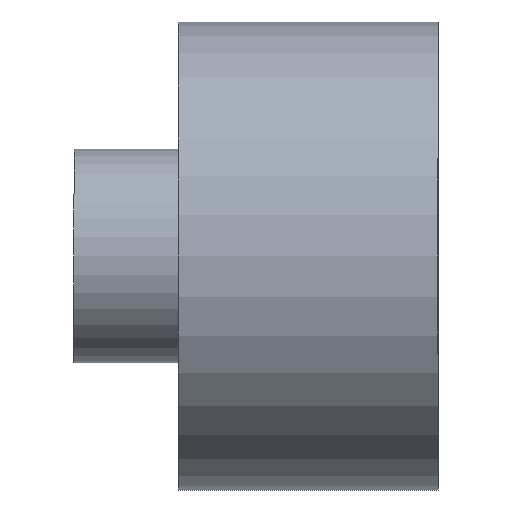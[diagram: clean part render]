
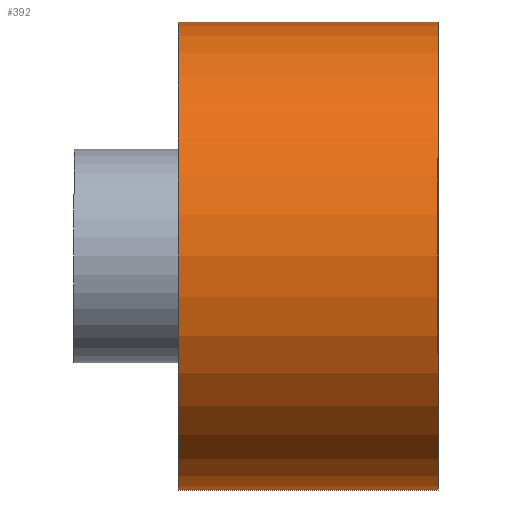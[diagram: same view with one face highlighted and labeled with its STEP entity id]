
A CAD part, left-side view. The second image highlights one B-rep face of the part: STEP entity #392.
In plain terms, the highlighted cylindrical face has radius 45 mm (diameter 90 mm), a partial arc.
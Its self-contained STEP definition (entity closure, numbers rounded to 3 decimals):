
#21 = DIRECTION ( 'NONE',  ( 0., -1., 0. ) ) ;
#23 = CARTESIAN_POINT ( 'NONE',  ( 0., 50., -45. ) ) ;
#56 = VECTOR ( 'NONE', #21, 1000. ) ;
#63 = DIRECTION ( 'NONE',  ( 0., 0., -1. ) ) ;
#67 = DIRECTION ( 'NONE',  ( 0., 1., 0. ) ) ;
#77 = DIRECTION ( 'NONE',  ( 0., -1., 0. ) ) ;
#84 = AXIS2_PLACEMENT_3D ( 'NONE', #455, #280, #63 ) ;
#94 = DIRECTION ( 'NONE',  ( 0., 0., 1. ) ) ;
#96 = VERTEX_POINT ( 'NONE', #501 ) ;
#140 = FACE_OUTER_BOUND ( 'NONE', #476, .T. ) ;
#152 = ORIENTED_EDGE ( 'NONE', *, *, #431, .F. ) ;
#187 = CARTESIAN_POINT ( 'NONE',  ( 0., 50., -45. ) ) ;
#206 = AXIS2_PLACEMENT_3D ( 'NONE', #538, #284, #236 ) ;
#223 = VERTEX_POINT ( 'NONE', #329 ) ;
#224 = EDGE_CURVE ( 'NONE', #96, #223, #551, .T. ) ;
#231 = CARTESIAN_POINT ( 'NONE',  ( 0., 50., 0. ) ) ;
#236 = DIRECTION ( 'NONE',  ( 0., 0., 1. ) ) ;
#280 = DIRECTION ( 'NONE',  ( 0., -1., 0. ) ) ;
#284 = DIRECTION ( 'NONE',  ( 0., 1., 0. ) ) ;
#318 = CYLINDRICAL_SURFACE ( 'NONE', #84, 45. ) ;
#324 = LINE ( 'NONE', #187, #56 ) ;
#329 = CARTESIAN_POINT ( 'NONE',  ( 0., 0., 45. ) ) ;
#354 = CARTESIAN_POINT ( 'NONE',  ( 0., 0., -45. ) ) ;
#379 = ORIENTED_EDGE ( 'NONE', *, *, #447, .T. ) ;
#392 = ADVANCED_FACE ( 'NONE', ( #140 ), #318, .T. ) ;
#405 = AXIS2_PLACEMENT_3D ( 'NONE', #231, #67, #94 ) ;
#427 = VERTEX_POINT ( 'NONE', #23 ) ;
#431 = EDGE_CURVE ( 'NONE', #427, #96, #485, .T. ) ;
#438 = ORIENTED_EDGE ( 'NONE', *, *, #474, .T. ) ;
#440 = VECTOR ( 'NONE', #77, 1000. ) ;
#447 = EDGE_CURVE ( 'NONE', #427, #454, #324, .T. ) ;
#454 = VERTEX_POINT ( 'NONE', #354 ) ;
#455 = CARTESIAN_POINT ( 'NONE',  ( 0., 50., 0. ) ) ;
#465 = CARTESIAN_POINT ( 'NONE',  ( 0., 50., 45. ) ) ;
#474 = EDGE_CURVE ( 'NONE', #454, #223, #543, .T. ) ;
#476 = EDGE_LOOP ( 'NONE', ( #525, #152, #379, #438 ) ) ;
#485 = CIRCLE ( 'NONE', #405, 45. ) ;
#501 = CARTESIAN_POINT ( 'NONE',  ( 0., 50., 45. ) ) ;
#525 = ORIENTED_EDGE ( 'NONE', *, *, #224, .F. ) ;
#538 = CARTESIAN_POINT ( 'NONE',  ( 0., 0., 0. ) ) ;
#543 = CIRCLE ( 'NONE', #206, 45. ) ;
#551 = LINE ( 'NONE', #465, #440 ) ;
